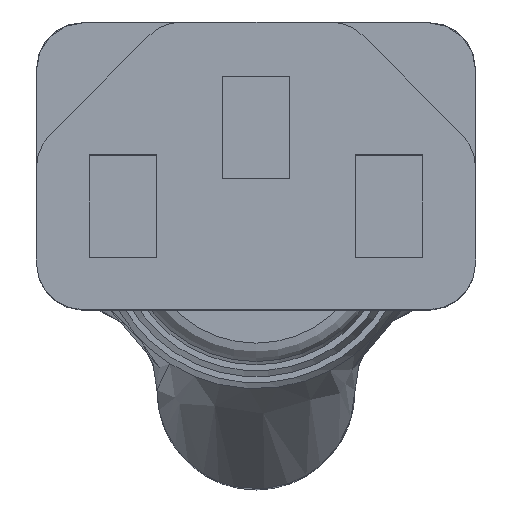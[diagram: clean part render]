
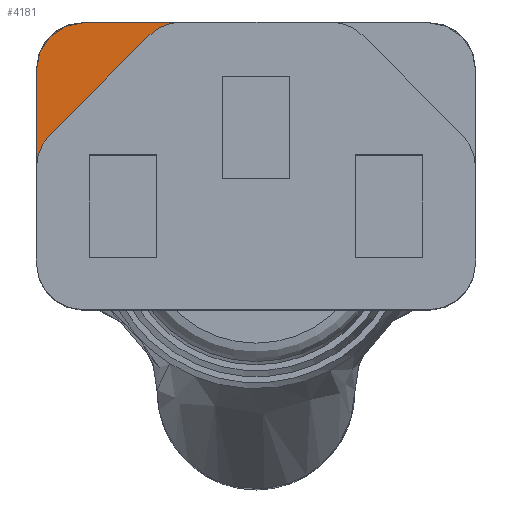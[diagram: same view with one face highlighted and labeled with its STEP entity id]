
A CAD part, top view. The second image highlights one B-rep face of the part: STEP entity #4181.
In plain terms, the highlighted planar face has unit normal (0, 0, 1).
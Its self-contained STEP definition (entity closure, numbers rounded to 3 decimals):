
#182 = CARTESIAN_POINT ( 'NONE',  ( -3.964, 15.4, 0. ) ) ;
#278 = VERTEX_POINT ( 'NONE', #2932 ) ;
#363 = DIRECTION ( 'NONE',  ( -1., 0., 0. ) ) ;
#375 = CARTESIAN_POINT ( 'NONE',  ( -9.25, 15.4, 0. ) ) ;
#580 = EDGE_CURVE ( 'NONE', #8299, #7097, #2876, .T. ) ;
#706 = EDGE_CURVE ( 'NONE', #6143, #278, #1763, .T. ) ;
#856 = LINE ( 'NONE', #375, #1756 ) ;
#858 = EDGE_CURVE ( 'NONE', #2423, #2859, #856, .T. ) ;
#880 = DIRECTION ( 'NONE',  ( 0., -1., 0. ) ) ;
#882 = CARTESIAN_POINT ( 'NONE',  ( -11.75, 2.5, 0. ) ) ;
#1264 = DIRECTION ( 'NONE',  ( 1., 0., 0. ) ) ;
#1493 = EDGE_LOOP ( 'NONE', ( #3297, #3521, #2351, #8303, #3890, #2793 ) ) ;
#1756 = VECTOR ( 'NONE', #363, 1000. ) ;
#1763 = LINE ( 'NONE', #882, #1860 ) ;
#1784 = EDGE_CURVE ( 'NONE', #7097, #278, #4543, .T. ) ;
#1854 = AXIS2_PLACEMENT_3D ( 'NONE', #6702, #6680, #6615 ) ;
#1860 = VECTOR ( 'NONE', #880, 1000. ) ;
#2055 = FACE_OUTER_BOUND ( 'NONE', #1493, .T. ) ;
#2210 = AXIS2_PLACEMENT_3D ( 'NONE', #6939, #4468, #1264 ) ;
#2283 = CARTESIAN_POINT ( 'NONE',  ( -5.732, 14.668, 0. ) ) ;
#2351 = ORIENTED_EDGE ( 'NONE', *, *, #2847, .F. ) ;
#2423 = VERTEX_POINT ( 'NONE', #182 ) ;
#2793 = ORIENTED_EDGE ( 'NONE', *, *, #706, .T. ) ;
#2847 = EDGE_CURVE ( 'NONE', #2423, #8299, #8409, .T. ) ;
#2859 = VERTEX_POINT ( 'NONE', #6726 ) ;
#2876 = LINE ( 'NONE', #2283, #3121 ) ;
#2932 = CARTESIAN_POINT ( 'NONE',  ( -11.75, 7.614, 0. ) ) ;
#3121 = VECTOR ( 'NONE', #3175, 1000. ) ;
#3175 = DIRECTION ( 'NONE',  ( -0.707, -0.707, 0. ) ) ;
#3297 = ORIENTED_EDGE ( 'NONE', *, *, #1784, .F. ) ;
#3394 = DIRECTION ( 'NONE',  ( -1., 0., 0. ) ) ;
#3427 = DIRECTION ( 'NONE',  ( 0., 0., -1. ) ) ;
#3442 = CARTESIAN_POINT ( 'NONE',  ( 9.25, 12.9, 0. ) ) ;
#3475 = PLANE ( 'NONE',  #9555 ) ;
#3521 = ORIENTED_EDGE ( 'NONE', *, *, #580, .F. ) ;
#3890 = ORIENTED_EDGE ( 'NONE', *, *, #8310, .T. ) ;
#4181 = ADVANCED_FACE ( 'NONE', ( #2055 ), #3475, .F. ) ;
#4468 = DIRECTION ( 'NONE',  ( 0., 0., 1. ) ) ;
#4543 = CIRCLE ( 'NONE', #2210, 2.5 ) ;
#4994 = DIRECTION ( 'NONE',  ( -1., 0., 0. ) ) ;
#5017 = DIRECTION ( 'NONE',  ( 0., 0., 1. ) ) ;
#5026 = CARTESIAN_POINT ( 'NONE',  ( -9.25, 12.9, 0. ) ) ;
#5346 = CARTESIAN_POINT ( 'NONE',  ( -5.732, 14.668, 0. ) ) ;
#6143 = VERTEX_POINT ( 'NONE', #7073 ) ;
#6599 = AXIS2_PLACEMENT_3D ( 'NONE', #5026, #5017, #4994 ) ;
#6615 = DIRECTION ( 'NONE',  ( 1., 0., 0. ) ) ;
#6680 = DIRECTION ( 'NONE',  ( 0., 0., 1. ) ) ;
#6702 = CARTESIAN_POINT ( 'NONE',  ( -3.964, 12.9, 0. ) ) ;
#6726 = CARTESIAN_POINT ( 'NONE',  ( -9.25, 15.4, 0. ) ) ;
#6939 = CARTESIAN_POINT ( 'NONE',  ( -9.25, 7.614, 0. ) ) ;
#7073 = CARTESIAN_POINT ( 'NONE',  ( -11.75, 12.9, 0. ) ) ;
#7097 = VERTEX_POINT ( 'NONE', #9288 ) ;
#8299 = VERTEX_POINT ( 'NONE', #5346 ) ;
#8303 = ORIENTED_EDGE ( 'NONE', *, *, #858, .T. ) ;
#8310 = EDGE_CURVE ( 'NONE', #2859, #6143, #9182, .T. ) ;
#8409 = CIRCLE ( 'NONE', #1854, 2.5 ) ;
#9182 = CIRCLE ( 'NONE', #6599, 2.5 ) ;
#9288 = CARTESIAN_POINT ( 'NONE',  ( -11.018, 9.382, 0. ) ) ;
#9555 = AXIS2_PLACEMENT_3D ( 'NONE', #3442, #3427, #3394 ) ;
